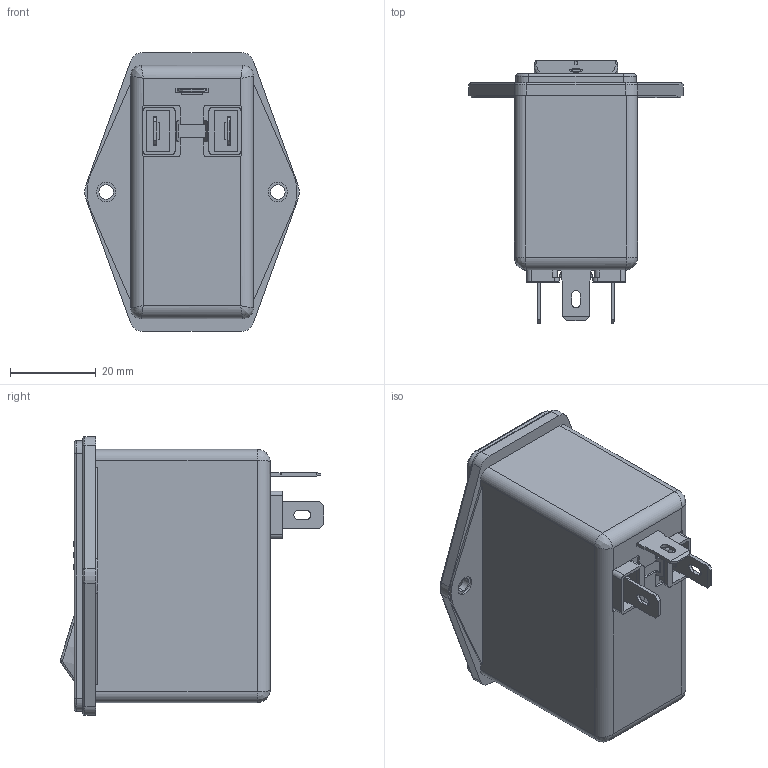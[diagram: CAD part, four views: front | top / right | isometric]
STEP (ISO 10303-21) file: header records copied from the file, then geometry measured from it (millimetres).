
FILE_DESCRIPTION (( 'STEP AP214' ), '1' );
FILE_NAME ('88006006.STEP', '2019-07-18T05:55:12', ( '' ), ( '' ), 'SwSTEP 2.0', 'SolidWorks 2016', '' );
FILE_SCHEMA (( 'AUTOMOTIVE_DESIGN' ));
Length unit declared in the file: millimetre
Products named in the file (1): 88006006
Bounding box: 50 x 61.45 x 65 mm (x, y, z)
Volume: 74244 mm3; surface area: 16149.2 mm2
Topology: 1 solids, 1 shells, 1106 faces, 2982 edges, 1964 vertices
Faces by surface type: plane 730, bspline 231, cylinder 123, torus 16, cone 4, sphere 2
Entity records: 50858 total; most frequent: CARTESIAN_POINT 20516, ORIENTED_EDGE 5948, DIRECTION 4510, EDGE_CURVE 2974, LINE 2234, VECTOR 2234, VERTEX_POINT 1962, EDGE_LOOP 1212
